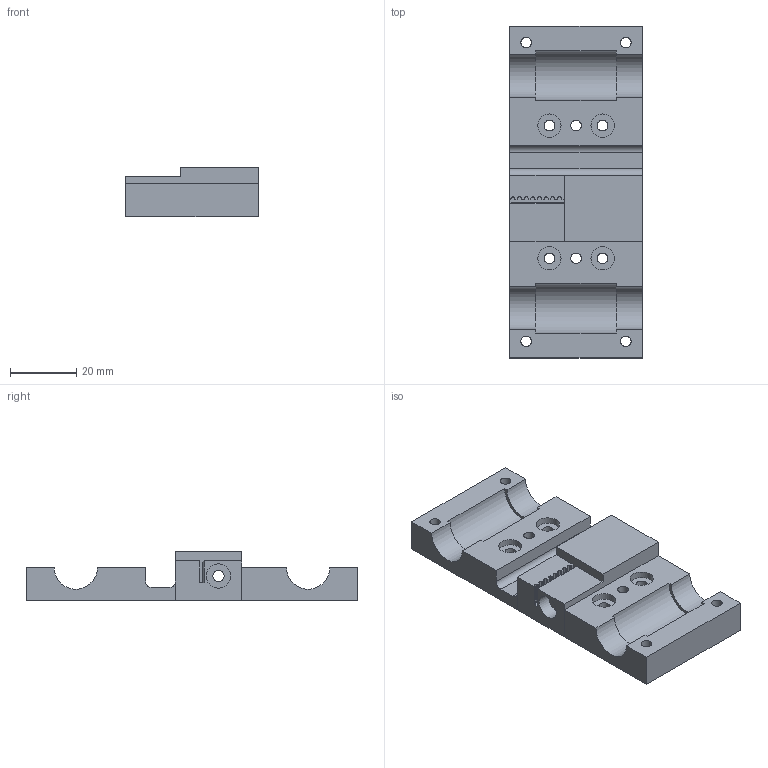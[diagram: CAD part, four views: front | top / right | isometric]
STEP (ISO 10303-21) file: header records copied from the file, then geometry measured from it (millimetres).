
FILE_DESCRIPTION(/* description */ (''),/* implementation_level */ '2;1');
FILE_NAME(/* name */ 'X_Front_Plate.step',/* time_stamp */ '2019-08-30T15:26:50-04:00',/* author */ (''),/* organization */ (''),/* preprocessor_version */ 'ST-DEVELOPER v18',/* originating_system */ 'Autodesk Translation Framework v8.6.0.1094',/* authorisation */ '');
FILE_SCHEMA (('AUTOMOTIVE_DESIGN { 1 0 10303 214 3 1 1 }'));
Length unit declared in the file: millimetre
Products named in the file (1): X_Front_Plate
Bounding box: 40.01 x 100 x 15 mm (x, y, z)
Volume: 29980.5 mm3; surface area: 14601.5 mm2
Topology: 1 solids, 1 shells, 251 faces, 684 edges, 443 vertices
Faces by surface type: plane 186, cylinder 65
Full cylindrical faces by diameter (mm): 3 x1, 3.2 x10, 3.4 x1, 7 x4, 7.3 x1
Entity records: 7992 total; most frequent: DIRECTION 1390, CARTESIAN_POINT 1379, ORIENTED_EDGE 1368, EDGE_CURVE 684, LINE 482, VECTOR 482, AXIS2_PLACEMENT_3D 454, VERTEX_POINT 443
